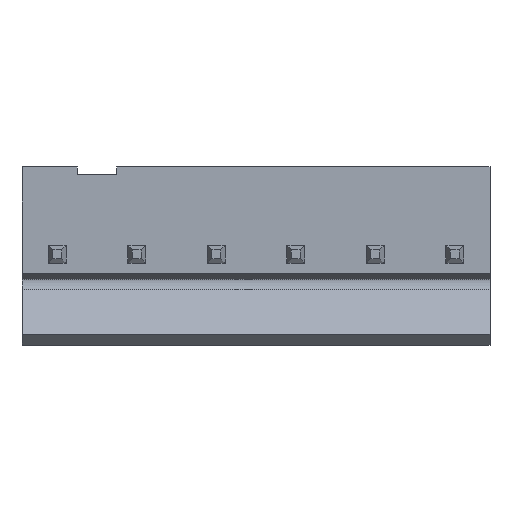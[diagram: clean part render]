
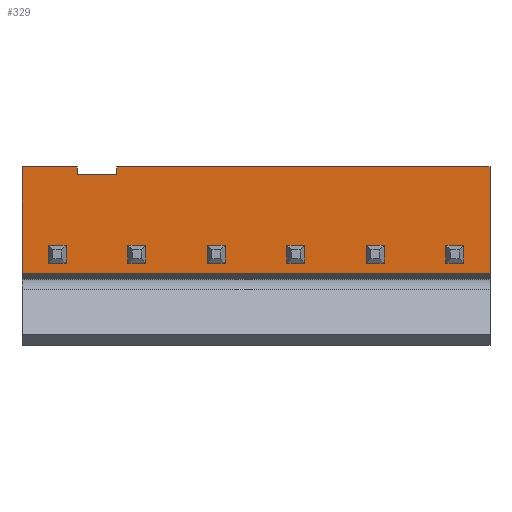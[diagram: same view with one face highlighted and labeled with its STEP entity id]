
A CAD part, top view. The second image highlights one B-rep face of the part: STEP entity #329.
In plain terms, the highlighted planar face has unit normal (0, 0, 1).
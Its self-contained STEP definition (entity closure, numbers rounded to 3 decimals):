
#329=ADVANCED_FACE('',(#692),#694,.T.);
#692=FACE_BOUND('',#693,.T.);
#693=EDGE_LOOP('',(#974,#975,#976,#977,#978,#979,#980,#981));
#694=PLANE('',#695);
#695=AXIS2_PLACEMENT_3D('',#696,#697,#698);
#696=CARTESIAN_POINT('',(27.65,-1.19,3.2));
#697=DIRECTION('',(0.,-0.,1.));
#698=DIRECTION('',(0.,1.,0.));
#974=ORIENTED_EDGE('',*,*,#1178,.T.);
#975=ORIENTED_EDGE('',*,*,#1179,.T.);
#976=ORIENTED_EDGE('',*,*,#1177,.T.);
#977=ORIENTED_EDGE('',*,*,#1180,.F.);
#978=ORIENTED_EDGE('',*,*,#1181,.F.);
#979=ORIENTED_EDGE('',*,*,#1182,.T.);
#980=ORIENTED_EDGE('',*,*,#1173,.T.);
#981=ORIENTED_EDGE('',*,*,#1183,.T.);
#1173=EDGE_CURVE('',#1285,#1283,#1286,.T.);
#1177=EDGE_CURVE('',#1288,#1290,#1292,.T.);
#1178=EDGE_CURVE('',#1293,#1294,#1295,.F.);
#1179=EDGE_CURVE('',#1294,#1288,#1296,.F.);
#1180=EDGE_CURVE('',#1297,#1290,#1298,.T.);
#1181=EDGE_CURVE('',#1299,#1297,#1300,.T.);
#1182=EDGE_CURVE('',#1299,#1285,#1301,.T.);
#1183=EDGE_CURVE('',#1283,#1293,#1302,.F.);
#1283=VERTEX_POINT('',#1468);
#1285=VERTEX_POINT('',#1472);
#1286=LINE('',#1473,#1474);
#1288=VERTEX_POINT('',#1479);
#1290=VERTEX_POINT('',#1483);
#1292=LINE('',#1487,#1488);
#1293=VERTEX_POINT('',#1490);
#1294=VERTEX_POINT('',#1491);
#1295=LINE('',#1492,#1493);
#1296=LINE('',#1495,#1496);
#1297=VERTEX_POINT('',#1498);
#1298=LINE('',#1499,#1500);
#1299=VERTEX_POINT('',#1502);
#1300=LINE('',#1503,#1504);
#1301=LINE('',#1506,#1507);
#1302=LINE('',#1509,#1510);
#1468=CARTESIAN_POINT('',(3.79,5.6,3.2));
#1472=CARTESIAN_POINT('',(27.65,5.6,3.2));
#1473=CARTESIAN_POINT('',(27.65,5.6,3.2));
#1474=VECTOR('',#1475,1.);
#1475=DIRECTION('',(-1.,0.,0.));
#1479=CARTESIAN_POINT('',(1.29,5.6,3.2));
#1483=CARTESIAN_POINT('',(-2.25,5.6,3.2));
#1487=CARTESIAN_POINT('',(1.29,5.6,3.2));
#1488=VECTOR('',#1489,1.);
#1489=DIRECTION('',(-1.,0.,0.));
#1490=CARTESIAN_POINT('',(3.79,5.1,3.2));
#1491=CARTESIAN_POINT('',(1.29,5.1,3.2));
#1492=CARTESIAN_POINT('',(1.29,5.1,3.2));
#1493=VECTOR('',#1494,1.);
#1494=DIRECTION('',(1.,0.,0.));
#1495=CARTESIAN_POINT('',(1.29,5.6,3.2));
#1496=VECTOR('',#1497,1.);
#1497=DIRECTION('',(0.,-1.,0.));
#1498=CARTESIAN_POINT('',(-2.25,-1.19,3.2));
#1499=CARTESIAN_POINT('',(-2.25,-1.19,3.2));
#1500=VECTOR('',#1501,1.);
#1501=DIRECTION('',(0.,1.,0.));
#1502=CARTESIAN_POINT('',(27.65,-1.19,3.2));
#1503=CARTESIAN_POINT('',(27.65,-1.19,3.2));
#1504=VECTOR('',#1505,1.);
#1505=DIRECTION('',(-1.,0.,0.));
#1506=CARTESIAN_POINT('',(27.65,-1.19,3.2));
#1507=VECTOR('',#1508,1.);
#1508=DIRECTION('',(0.,1.,0.));
#1509=CARTESIAN_POINT('',(3.79,5.1,3.2));
#1510=VECTOR('',#1511,1.);
#1511=DIRECTION('',(0.,1.,0.));
